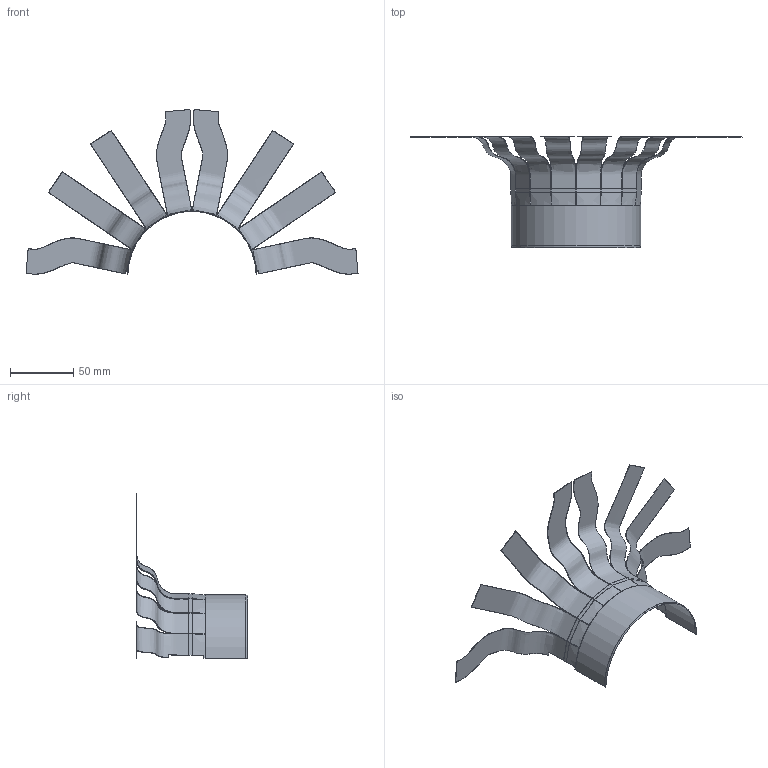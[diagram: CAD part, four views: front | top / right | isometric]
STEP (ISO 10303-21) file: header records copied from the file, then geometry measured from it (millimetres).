
FILE_DESCRIPTION(/* description */ (''),/* implementation_level */ '2;1');
FILE_NAME(/* name */ 'ePic-L0_FPC-hSide.v10_STRATO1e2-POLYMIDE.stp',/* time_stamp */ '2025-05-13T14:39:26+02:00',/* author */ (''),/* organization */ (''),/* preprocessor_version */ 'ST-DEVELOPER v19.4',/* originating_system */ 'SIEMENS PLM Software NX2306.5001',/* authorisation */ '');
FILE_SCHEMA (('AP203_CONFIGURATION_CONTROLLED_3D_DESIGN_OF_MECHANICAL_PARTS_AND_ASSEMBLIES_MIM_LF { 1 0 10303 403 2 1 2}'));
Length unit declared in the file: millimetre
Products named in the file (1): ePic-L1_FPC-hSide.v8_objects
Bounding box: 261.71 x 87.62 x 130.02 mm (x, y, z)
Volume: 7809 mm3; surface area: 96431.3 mm2
Topology: 34 solids, 34 shells, 248 faces, 484 edges, 304 vertices
Faces by surface type: plane 132, bspline 112, cylinder 4
Entity records: 35334 total; most frequent: CARTESIAN_POINT 30968, ORIENTED_EDGE 968, EDGE_CURVE 484, DIRECTION 446, B_SPLINE_CURVE_WITH_KNOTS 320, VERTEX_POINT 304, ADVANCED_FACE 248, FACE_OUTER_BOUND 248
